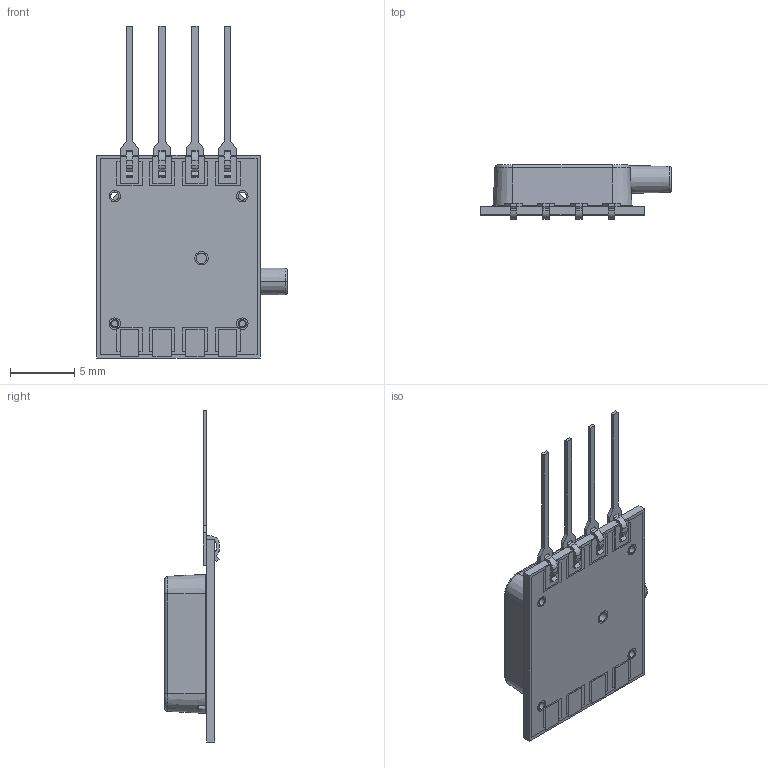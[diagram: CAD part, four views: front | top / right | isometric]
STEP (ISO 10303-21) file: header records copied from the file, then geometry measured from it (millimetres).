
FILE_DESCRIPTION (( 'STEP AP203' ), '1' );
FILE_NAME ('EGNS.STEP', '2021-02-10T19:22:26', ( '' ), ( '' ), 'SwSTEP 2.0', 'SolidWorks 2010', '' );
FILE_SCHEMA (( 'CONFIG_CONTROL_DESIGN' ));
Length unit declared in the file: inch
Products named in the file (4): Ceramic-Blank E series; AS01-01-010 for E series; EGNS; AS01-06-001 SIP for E series
Assembly tree (6 placements, depth 2):
  EGNS
    Ceramic-Blank E series
    AS01-06-001 SIP for E series  x4
    AS01-01-010 for E series
Bounding box: 14.8 x 4.26 x 25.78 mm (x, y, z)
Volume: 343.4 mm3; surface area: 1921.4 mm2
Topology: 24 solids, 24 shells, 482 faces, 1262 edges, 830 vertices
Faces by surface type: plane 371, cylinder 71, cone 23, torus 13, bspline 4
Entity records: 12668 total; most frequent: CARTESIAN_POINT 2682, ORIENTED_EDGE 1996, DIRECTION 1867, EDGE_CURVE 998, VECTOR 813, LINE 813, VERTEX_POINT 656, AXIS2_PLACEMENT_3D 527
